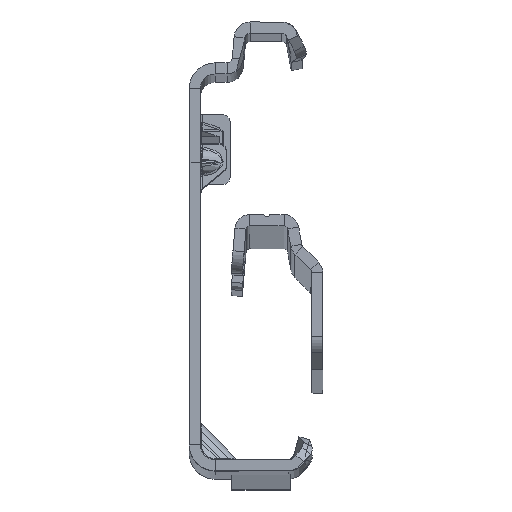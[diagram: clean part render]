
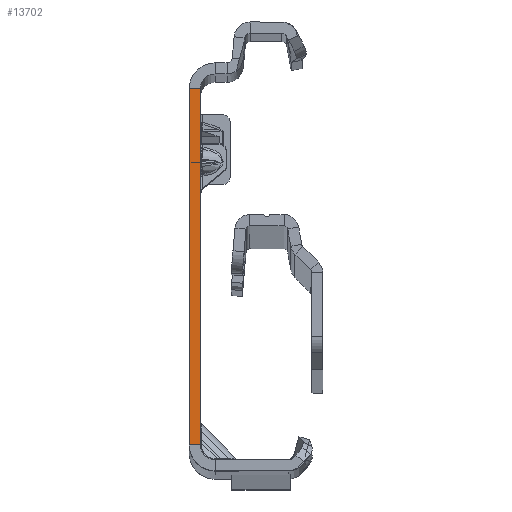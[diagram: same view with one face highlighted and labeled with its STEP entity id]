
A CAD part, top view. The second image highlights one B-rep face of the part: STEP entity #13702.
In plain terms, the highlighted planar face has unit normal (0, 0, 1).
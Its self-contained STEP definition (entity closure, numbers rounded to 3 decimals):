
#230 = VECTOR ( 'NONE', #15667, 1000. ) ;
#366 = VERTEX_POINT ( 'NONE', #13005 ) ;
#708 = FACE_OUTER_BOUND ( 'NONE', #12565, .T. ) ;
#1014 = VERTEX_POINT ( 'NONE', #2884 ) ;
#1376 = CARTESIAN_POINT ( 'NONE',  ( 0., -25.865, 0. ) ) ;
#1450 = ORIENTED_EDGE ( 'NONE', *, *, #4130, .F. ) ;
#1460 = ORIENTED_EDGE ( 'NONE', *, *, #13790, .T. ) ;
#2573 = DIRECTION ( 'NONE',  ( -1., 0., 0. ) ) ;
#2884 = CARTESIAN_POINT ( 'NONE',  ( -1.5, -25.865, 0. ) ) ;
#3762 = EDGE_CURVE ( 'NONE', #5383, #1014, #6324, .T. ) ;
#4130 = EDGE_CURVE ( 'NONE', #366, #5383, #13450, .T. ) ;
#5383 = VERTEX_POINT ( 'NONE', #13850 ) ;
#5610 = VECTOR ( 'NONE', #6796, 1000. ) ;
#5729 = DIRECTION ( 'NONE',  ( -1., 0., 0. ) ) ;
#6324 = LINE ( 'NONE', #1376, #10322 ) ;
#6764 = EDGE_CURVE ( 'NONE', #15084, #1014, #9153, .T. ) ;
#6796 = DIRECTION ( 'NONE',  ( 0., -1., 0. ) ) ;
#7658 = CARTESIAN_POINT ( 'NONE',  ( -1.5, -27.865, 0. ) ) ;
#7821 = CARTESIAN_POINT ( 'NONE',  ( -1.5, 22.135, 0. ) ) ;
#8047 = LINE ( 'NONE', #15320, #9851 ) ;
#9153 = LINE ( 'NONE', #14008, #5610 ) ;
#9851 = VECTOR ( 'NONE', #5729, 1000. ) ;
#9873 = CARTESIAN_POINT ( 'NONE',  ( 0., -27.865, 0. ) ) ;
#10322 = VECTOR ( 'NONE', #2573, 1000. ) ;
#11358 = DIRECTION ( 'NONE',  ( 1., 0., 0. ) ) ;
#11494 = ORIENTED_EDGE ( 'NONE', *, *, #6764, .T. ) ;
#12476 = DIRECTION ( 'NONE',  ( 0., 0., 1. ) ) ;
#12565 = EDGE_LOOP ( 'NONE', ( #1450, #1460, #11494, #13315 ) ) ;
#13005 = CARTESIAN_POINT ( 'NONE',  ( 0., 22.135, 0. ) ) ;
#13315 = ORIENTED_EDGE ( 'NONE', *, *, #3762, .F. ) ;
#13450 = LINE ( 'NONE', #9873, #230 ) ;
#13664 = PLANE ( 'NONE',  #14164 ) ;
#13702 = ADVANCED_FACE ( 'NONE', ( #708 ), #13664, .T. ) ;
#13790 = EDGE_CURVE ( 'NONE', #366, #15084, #8047, .T. ) ;
#13850 = CARTESIAN_POINT ( 'NONE',  ( 0., -25.865, 0. ) ) ;
#14008 = CARTESIAN_POINT ( 'NONE',  ( -1.5, -27.865, 0. ) ) ;
#14164 = AXIS2_PLACEMENT_3D ( 'NONE', #7658, #12476, #11358 ) ;
#15084 = VERTEX_POINT ( 'NONE', #7821 ) ;
#15320 = CARTESIAN_POINT ( 'NONE',  ( 0., 22.135, 0. ) ) ;
#15667 = DIRECTION ( 'NONE',  ( 0., -1., 0. ) ) ;
